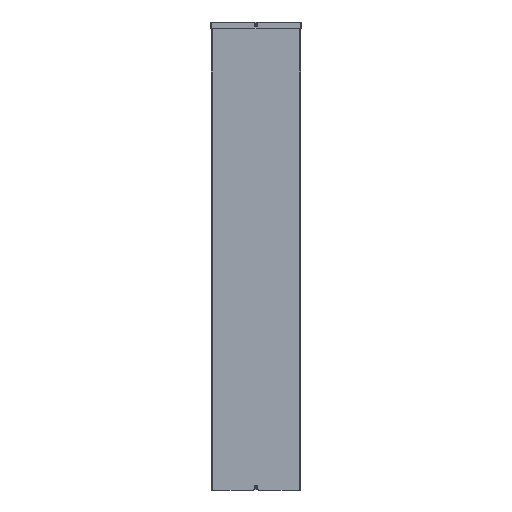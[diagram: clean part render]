
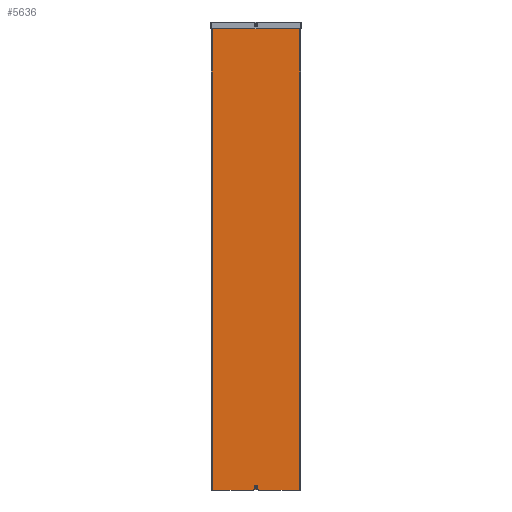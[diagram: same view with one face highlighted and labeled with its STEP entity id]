
A CAD part, front view. The second image highlights one B-rep face of the part: STEP entity #5636.
In plain terms, the highlighted planar face has unit normal (0, -1, 0).
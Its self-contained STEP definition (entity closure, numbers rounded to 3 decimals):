
#30 = ORIENTED_EDGE ( 'NONE', *, *, #8278, .T. ) ;
#70 = ORIENTED_EDGE ( 'NONE', *, *, #8093, .T. ) ;
#184 = PLANE ( 'NONE',  #4216 ) ;
#317 = CIRCLE ( 'NONE', #3630, 1. ) ;
#425 = FACE_OUTER_BOUND ( 'NONE', #1327, .T. ) ;
#469 = CARTESIAN_POINT ( 'NONE',  ( 0., 0., -2047.7 ) ) ;
#640 = DIRECTION ( 'NONE',  ( 1., 0., 0. ) ) ;
#684 = CARTESIAN_POINT ( 'NONE',  ( -199., 0., -2069. ) ) ;
#888 = VECTOR ( 'NONE', #6885, 1000. ) ;
#902 = LINE ( 'NONE', #7516, #2150 ) ;
#951 = CARTESIAN_POINT ( 'NONE',  ( 199., 0., -2069. ) ) ;
#1236 = DIRECTION ( 'NONE',  ( 0., 1., 0. ) ) ;
#1283 = CARTESIAN_POINT ( 'NONE',  ( -11.207, 0., -2068.793 ) ) ;
#1327 = EDGE_LOOP ( 'NONE', ( #3228, #6779, #8628, #4991, #4406, #6043, #2843, #8070, #7478, #3709, #30, #4856, #3729 ) ) ;
#1335 = CARTESIAN_POINT ( 'NONE',  ( 10.5, 0., -2068.5 ) ) ;
#1390 = VERTEX_POINT ( 'NONE', #3364 ) ;
#1575 = CARTESIAN_POINT ( 'NONE',  ( -200., 0., -2069. ) ) ;
#1596 = EDGE_CURVE ( 'NONE', #6137, #4289, #2729, .T. ) ;
#1644 = LINE ( 'NONE', #7123, #888 ) ;
#1745 = EDGE_CURVE ( 'NONE', #8642, #2978, #3651, .T. ) ;
#1796 = EDGE_CURVE ( 'NONE', #1390, #4289, #902, .T. ) ;
#1818 = VERTEX_POINT ( 'NONE', #7592 ) ;
#1829 = VERTEX_POINT ( 'NONE', #7658 ) ;
#2085 = EDGE_CURVE ( 'NONE', #2978, #1390, #5443, .T. ) ;
#2150 = VECTOR ( 'NONE', #7584, 1000. ) ;
#2238 = CARTESIAN_POINT ( 'NONE',  ( 200., 0., -2069. ) ) ;
#2457 = CARTESIAN_POINT ( 'NONE',  ( 199., 0., 0. ) ) ;
#2680 = CARTESIAN_POINT ( 'NONE',  ( 11.621, 0., -2068.5 ) ) ;
#2729 = LINE ( 'NONE', #4238, #8483 ) ;
#2843 = ORIENTED_EDGE ( 'NONE', *, *, #1745, .F. ) ;
#2910 = DIRECTION ( 'NONE',  ( 1., 0., 0. ) ) ;
#2978 = VERTEX_POINT ( 'NONE', #7350 ) ;
#2993 = EDGE_CURVE ( 'NONE', #5888, #6272, #1644, .T. ) ;
#3184 = CARTESIAN_POINT ( 'NONE',  ( -10.5, 0., -2069.5 ) ) ;
#3228 = ORIENTED_EDGE ( 'NONE', *, *, #2993, .T. ) ;
#3305 = CARTESIAN_POINT ( 'NONE',  ( 0., 0., -2055. ) ) ;
#3321 = VERTEX_POINT ( 'NONE', #1335 ) ;
#3338 = ORIENTED_EDGE ( 'NONE', *, *, #3554, .T. ) ;
#3353 = VECTOR ( 'NONE', #640, 1000. ) ;
#3364 = CARTESIAN_POINT ( 'NONE',  ( 0., 0., 0. ) ) ;
#3393 = DIRECTION ( 'NONE',  ( 0., 1., 0. ) ) ;
#3408 = VERTEX_POINT ( 'NONE', #469 ) ;
#3498 = VECTOR ( 'NONE', #8485, 1000. ) ;
#3522 = CARTESIAN_POINT ( 'NONE',  ( 0., 0., -2062.3 ) ) ;
#3544 = CARTESIAN_POINT ( 'NONE',  ( -11.621, 0., -2068.5 ) ) ;
#3551 = DIRECTION ( 'NONE',  ( 1., 0., 0. ) ) ;
#3554 = EDGE_CURVE ( 'NONE', #3408, #5320, #4494, .T. ) ;
#3630 = AXIS2_PLACEMENT_3D ( 'NONE', #7519, #3393, #8159 ) ;
#3651 = LINE ( 'NONE', #7345, #5313 ) ;
#3662 = CARTESIAN_POINT ( 'NONE',  ( 0., 0., -2055. ) ) ;
#3709 = ORIENTED_EDGE ( 'NONE', *, *, #3840, .T. ) ;
#3729 = ORIENTED_EDGE ( 'NONE', *, *, #5244, .T. ) ;
#3840 = EDGE_CURVE ( 'NONE', #6618, #7555, #8676, .T. ) ;
#3864 = EDGE_CURVE ( 'NONE', #6272, #1829, #7975, .T. ) ;
#3878 = CIRCLE ( 'NONE', #6838, 7.3 ) ;
#3901 = DIRECTION ( 'NONE',  ( 0., 0., 1. ) ) ;
#4002 = AXIS2_PLACEMENT_3D ( 'NONE', #3305, #1236, #6784 ) ;
#4216 = AXIS2_PLACEMENT_3D ( 'NONE', #2238, #7068, #2910 ) ;
#4238 = CARTESIAN_POINT ( 'NONE',  ( 199., 0., -2069. ) ) ;
#4243 = DIRECTION ( 'NONE',  ( 1., 0., 0. ) ) ;
#4289 = VERTEX_POINT ( 'NONE', #2457 ) ;
#4331 = CARTESIAN_POINT ( 'NONE',  ( -10.5, 0., -2068.5 ) ) ;
#4361 = DIRECTION ( 'NONE',  ( 0., 0., 1. ) ) ;
#4406 = ORIENTED_EDGE ( 'NONE', *, *, #1796, .F. ) ;
#4494 = CIRCLE ( 'NONE', #4002, 7.3 ) ;
#4507 = CARTESIAN_POINT ( 'NONE',  ( 11.268, 0., -2068.854 ) ) ;
#4513 = EDGE_CURVE ( 'NONE', #8642, #1818, #8233, .T. ) ;
#4749 = CARTESIAN_POINT ( 'NONE',  ( -200., 0., -2068.5 ) ) ;
#4752 = DIRECTION ( 'NONE',  ( 1., 0., 0. ) ) ;
#4847 = DIRECTION ( 'NONE',  ( 0., 0., 1. ) ) ;
#4856 = ORIENTED_EDGE ( 'NONE', *, *, #4967, .T. ) ;
#4967 = EDGE_CURVE ( 'NONE', #8046, #3321, #5120, .T. ) ;
#4989 = AXIS2_PLACEMENT_3D ( 'NONE', #3544, #8293, #4243 ) ;
#4991 = ORIENTED_EDGE ( 'NONE', *, *, #1596, .T. ) ;
#5120 = LINE ( 'NONE', #4749, #3353 ) ;
#5244 = EDGE_CURVE ( 'NONE', #3321, #5888, #317, .T. ) ;
#5280 = DIRECTION ( 'NONE',  ( 1., 0., 0. ) ) ;
#5313 = VECTOR ( 'NONE', #7089, 1000. ) ;
#5320 = VERTEX_POINT ( 'NONE', #3522 ) ;
#5336 = EDGE_CURVE ( 'NONE', #1829, #6137, #6177, .T. ) ;
#5443 = LINE ( 'NONE', #8461, #3498 ) ;
#5636 = ADVANCED_FACE ( 'NONE', ( #8333, #425 ), #184, .T. ) ;
#5642 = EDGE_LOOP ( 'NONE', ( #3338, #70 ) ) ;
#5715 = AXIS2_PLACEMENT_3D ( 'NONE', #2680, #7498, #4752 ) ;
#5888 = VERTEX_POINT ( 'NONE', #8374 ) ;
#5901 = VECTOR ( 'NONE', #5280, 1000. ) ;
#6043 = ORIENTED_EDGE ( 'NONE', *, *, #2085, .F. ) ;
#6137 = VERTEX_POINT ( 'NONE', #951 ) ;
#6177 = LINE ( 'NONE', #7652, #7367 ) ;
#6272 = VERTEX_POINT ( 'NONE', #4507 ) ;
#6618 = VERTEX_POINT ( 'NONE', #7467 ) ;
#6779 = ORIENTED_EDGE ( 'NONE', *, *, #3864, .T. ) ;
#6784 = DIRECTION ( 'NONE',  ( 0., 0., 1. ) ) ;
#6838 = AXIS2_PLACEMENT_3D ( 'NONE', #3662, #8391, #4361 ) ;
#6874 = DIRECTION ( 'NONE',  ( 0.707, 0., 0.707 ) ) ;
#6885 = DIRECTION ( 'NONE',  ( 0.707, 0., -0.707 ) ) ;
#7068 = DIRECTION ( 'NONE',  ( 0., -1., 0. ) ) ;
#7089 = DIRECTION ( 'NONE',  ( 0., 0., 1. ) ) ;
#7091 = CARTESIAN_POINT ( 'NONE',  ( -11.414, 0., -2069. ) ) ;
#7123 = CARTESIAN_POINT ( 'NONE',  ( 11.414, 0., -2069. ) ) ;
#7345 = CARTESIAN_POINT ( 'NONE',  ( -199., 0., -2069. ) ) ;
#7350 = CARTESIAN_POINT ( 'NONE',  ( -199., 0., 0. ) ) ;
#7367 = VECTOR ( 'NONE', #3551, 1000. ) ;
#7467 = CARTESIAN_POINT ( 'NONE',  ( -11.268, 0., -2068.854 ) ) ;
#7478 = ORIENTED_EDGE ( 'NONE', *, *, #7836, .T. ) ;
#7498 = DIRECTION ( 'NONE',  ( 0., -1., 0. ) ) ;
#7516 = CARTESIAN_POINT ( 'NONE',  ( -199., 0., 0. ) ) ;
#7519 = CARTESIAN_POINT ( 'NONE',  ( 10.5, 0., -2069.5 ) ) ;
#7555 = VERTEX_POINT ( 'NONE', #1283 ) ;
#7584 = DIRECTION ( 'NONE',  ( 1., 0., 0. ) ) ;
#7592 = CARTESIAN_POINT ( 'NONE',  ( -11.621, 0., -2069. ) ) ;
#7652 = CARTESIAN_POINT ( 'NONE',  ( -200., 0., -2069. ) ) ;
#7658 = CARTESIAN_POINT ( 'NONE',  ( 11.621, 0., -2069. ) ) ;
#7765 = CIRCLE ( 'NONE', #8126, 1. ) ;
#7836 = EDGE_CURVE ( 'NONE', #1818, #6618, #7860, .T. ) ;
#7860 = CIRCLE ( 'NONE', #4989, 0.5 ) ;
#7966 = DIRECTION ( 'NONE',  ( 0., 1., 0. ) ) ;
#7975 = CIRCLE ( 'NONE', #5715, 0.5 ) ;
#8046 = VERTEX_POINT ( 'NONE', #4331 ) ;
#8070 = ORIENTED_EDGE ( 'NONE', *, *, #4513, .T. ) ;
#8093 = EDGE_CURVE ( 'NONE', #5320, #3408, #3878, .T. ) ;
#8126 = AXIS2_PLACEMENT_3D ( 'NONE', #3184, #7966, #3901 ) ;
#8159 = DIRECTION ( 'NONE',  ( 0., 0., 1. ) ) ;
#8233 = LINE ( 'NONE', #1575, #5901 ) ;
#8278 = EDGE_CURVE ( 'NONE', #7555, #8046, #7765, .T. ) ;
#8293 = DIRECTION ( 'NONE',  ( 0., -1., 0. ) ) ;
#8333 = FACE_BOUND ( 'NONE', #5642, .T. ) ;
#8358 = VECTOR ( 'NONE', #6874, 1000. ) ;
#8374 = CARTESIAN_POINT ( 'NONE',  ( 11.207, 0., -2068.793 ) ) ;
#8391 = DIRECTION ( 'NONE',  ( 0., 1., 0. ) ) ;
#8461 = CARTESIAN_POINT ( 'NONE',  ( 200., 0., 0. ) ) ;
#8483 = VECTOR ( 'NONE', #4847, 1000. ) ;
#8485 = DIRECTION ( 'NONE',  ( 1., 0., 0. ) ) ;
#8628 = ORIENTED_EDGE ( 'NONE', *, *, #5336, .T. ) ;
#8642 = VERTEX_POINT ( 'NONE', #684 ) ;
#8676 = LINE ( 'NONE', #7091, #8358 ) ;
